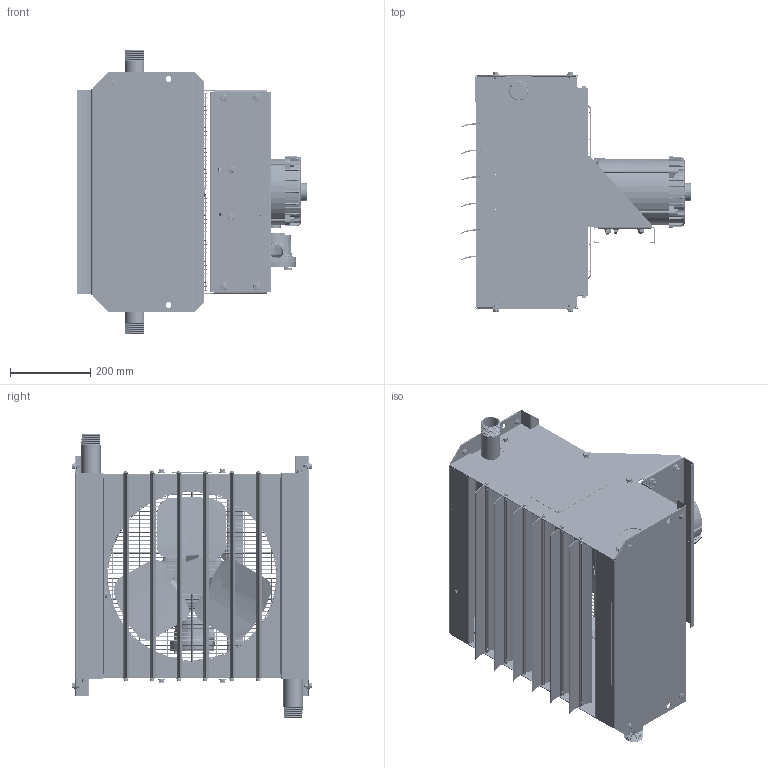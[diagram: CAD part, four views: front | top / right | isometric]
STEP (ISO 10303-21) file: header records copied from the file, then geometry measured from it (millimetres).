
FILE_DESCRIPTION (( 'STEP AP214' ), '1' );
FILE_NAME ('HHP2-16-GA.step', '2018-02-13T21:52:01', ( 'jose' ), ( 'Microsoft' ), 'SwSTEP 2.0', 'SolidWorks 2018', '' );
FILE_SCHEMA (( 'AUTOMOTIVE_DESIGN' ));
Length unit declared in the file: inch
Products named in the file (1): HHP2-16-GA
Bounding box: 572.6 x 595.86 x 708.02 mm (x, y, z)
Surface area: 4103920.9 mm2 (no closed solid volume)
Topology: 0 solids, 464 shells, 3338 faces, 10930 edges, 7626 vertices
Faces by surface type: cylinder 1079, plane 998, cone 675, torus 468, bspline 114, sphere 4
Entity records: 179154 total; most frequent: CARTESIAN_POINT 42932, DIRECTION 19985, ORIENTED_EDGE 16848, EDGE_CURVE 10929, AXIS2_PLACEMENT_3D 7939, VERTEX_POINT 7626, CIRCLE 4714, LINE 4107
